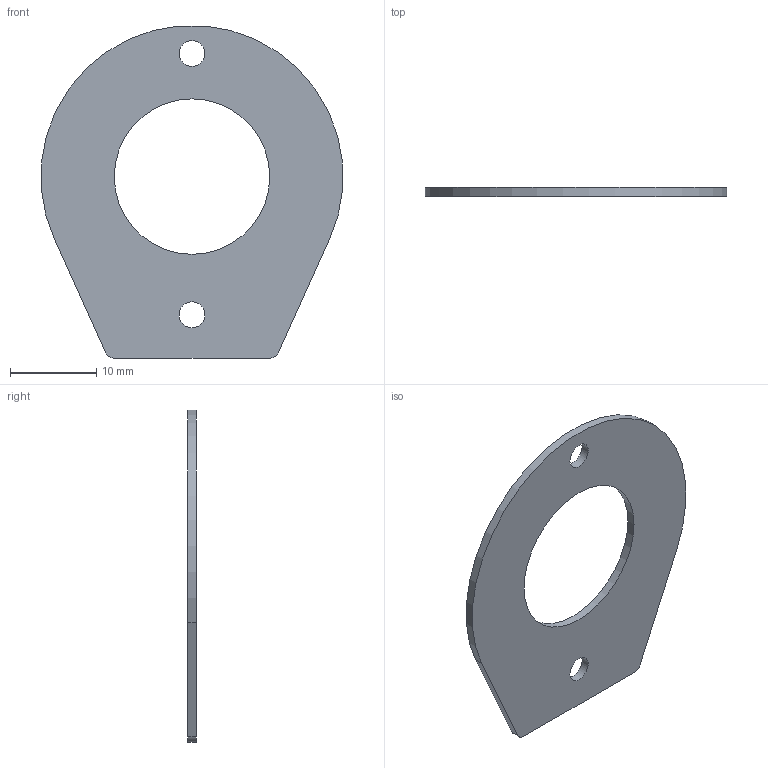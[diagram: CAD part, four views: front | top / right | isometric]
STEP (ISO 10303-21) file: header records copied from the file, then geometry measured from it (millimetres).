
FILE_DESCRIPTION(/* description */ (''),/* implementation_level */ '2;1');
FILE_NAME(/* name */ 'bearing_mount_ball_screw.step',/* time_stamp */ '2019-12-09T12:12:08+01:00',/* author */ (''),/* organization */ (''),/* preprocessor_version */ 'ST-DEVELOPER v18',/* originating_system */ 'Autodesk Translation Framework v8.12.0.6',/* authorisation */ '');
FILE_SCHEMA (('AUTOMOTIVE_DESIGN { 1 0 10303 214 3 1 1 }'));
Length unit declared in the file: millimetre
Products named in the file (1): bearing_mount_ball_screw
Bounding box: 34.9 x 1 x 38.43 mm (x, y, z)
Volume: 811.4 mm3; surface area: 1817.5 mm2
Topology: 1 solids, 1 shells, 11 faces, 27 edges, 18 vertices
Faces by surface type: cylinder 6, plane 5
Full cylindrical faces by diameter (mm): 3 x2, 18 x1
Entity records: 378 total; most frequent: DIRECTION 63, CARTESIAN_POINT 57, ORIENTED_EDGE 54, EDGE_CURVE 27, AXIS2_PLACEMENT_3D 24, VERTEX_POINT 18, EDGE_LOOP 17, LINE 15
